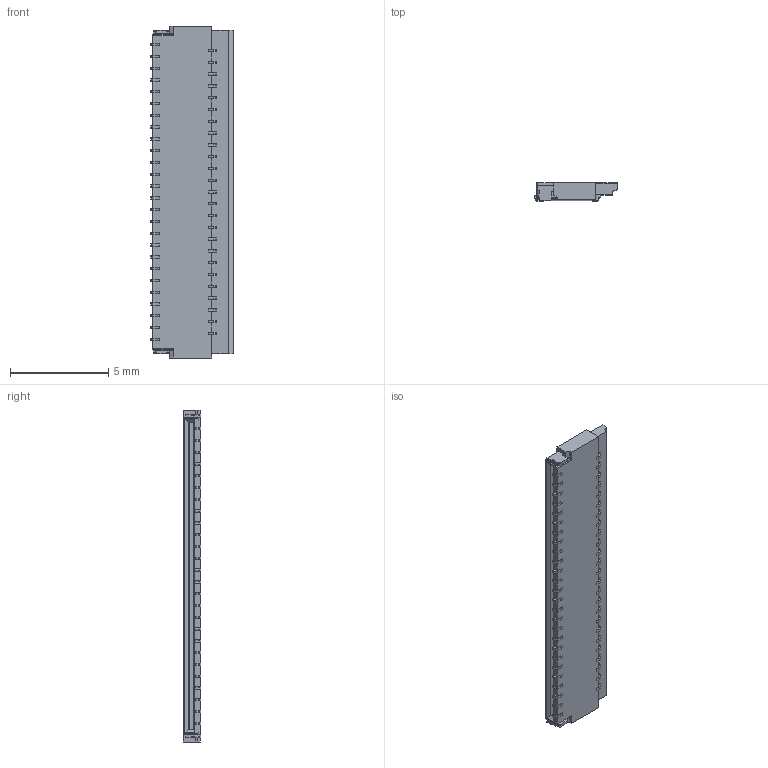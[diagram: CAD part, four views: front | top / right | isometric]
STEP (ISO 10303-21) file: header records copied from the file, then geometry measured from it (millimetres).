
FILE_DESCRIPTION(('CoCreate Modeling STEP Export'),'2;1');
FILE_NAME('FH35-51S-03SHW.stp','2012-09-10T18:06:12',(''),(''),'CoCreate Modeling STEP processor for AP214 (Solid Model)','CoCreate Modeling 17.0 01-Apr-2010 (C) Parametric Technology GmbH','');
FILE_SCHEMA(('AUTOMOTIVE_DESIGN { 1 0 10303 214 1 1 1 1 }'));
Length unit declared in the file: millimetre
Products named in the file (1): FH35-51S-03SHW
Bounding box: 4.2 x 0.9 x 16.9 mm (x, y, z)
Volume: 41.8 mm3; surface area: 258.7 mm2
Topology: 1 solids, 1 shells, 963 faces, 3094 edges, 2060 vertices
Faces by surface type: plane 844, cylinder 119
Entity records: 33051 total; most frequent: ORIENTED_EDGE 6188, CARTESIAN_POINT 5930, DIRECTION 5067, EDGE_CURVE 3094, VECTOR 2673, LINE 2673, VERTEX_POINT 2060, AXIS2_PLACEMENT_3D 1197
